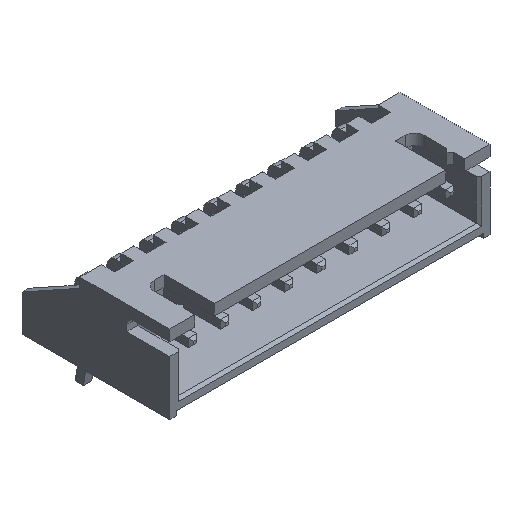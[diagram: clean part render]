
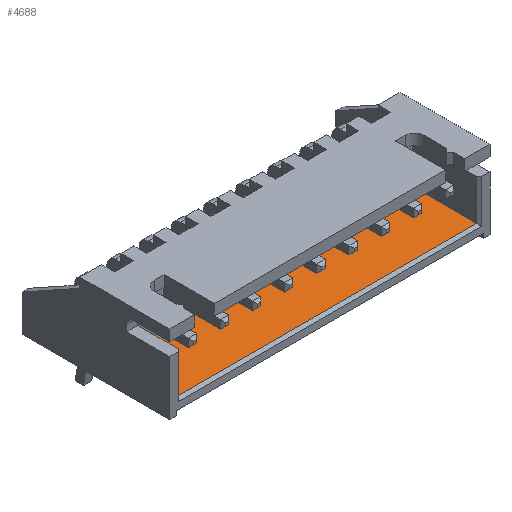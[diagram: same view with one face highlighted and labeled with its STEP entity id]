
A CAD part, isometric view. The second image highlights one B-rep face of the part: STEP entity #4688.
In plain terms, the highlighted planar face has unit normal (0, 0, 1).
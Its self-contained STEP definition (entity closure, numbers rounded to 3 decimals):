
#127 = PLANE('',#128);
#128 = AXIS2_PLACEMENT_3D('',#129,#130,#131);
#129 = CARTESIAN_POINT('',(21.6,-9.2,1.1));
#130 = DIRECTION('',(1.,0.,0.));
#131 = DIRECTION('',(0.,0.,1.));
#206 = PLANE('',#207);
#207 = AXIS2_PLACEMENT_3D('',#208,#209,#210);
#208 = CARTESIAN_POINT('',(-1.6,-9.1,1.));
#209 = DIRECTION('',(0.,-0.707,0.707
));
#210 = DIRECTION('',(1.,0.,0.));
#514 = VERTEX_POINT('',#515);
#515 = CARTESIAN_POINT('',(21.6,-9.,1.1));
#811 = EDGE_CURVE('',#514,#812,#814,.T.);
#812 = VERTEX_POINT('',#813);
#813 = CARTESIAN_POINT('',(21.6,-4.05,1.1));
#814 = SURFACE_CURVE('',#815,(#819,#826),.PCURVE_S1.);
#815 = LINE('',#816,#817);
#816 = CARTESIAN_POINT('',(21.6,-9.2,1.1));
#817 = VECTOR('',#818,1.);
#818 = DIRECTION('',(0.,1.,0.));
#819 = PCURVE('',#127,#820);
#820 = DEFINITIONAL_REPRESENTATION('',(#821),#825);
#821 = LINE('',#822,#823);
#822 = CARTESIAN_POINT('',(0.,0.));
#823 = VECTOR('',#824,1.);
#824 = DIRECTION('',(0.,-1.));
#825 = ( GEOMETRIC_REPRESENTATION_CONTEXT(2)
PARAMETRIC_REPRESENTATION_CONTEXT() REPRESENTATION_CONTEXT('2D SPACE',''
) );
#826 = PCURVE('',#827,#832);
#827 = PLANE('',#828);
#828 = AXIS2_PLACEMENT_3D('',#829,#830,#831);
#829 = CARTESIAN_POINT('',(-1.6,-9.2,1.1));
#830 = DIRECTION('',(0.,0.,-1.));
#831 = DIRECTION('',(1.,0.,0.));
#832 = DEFINITIONAL_REPRESENTATION('',(#833),#837);
#833 = LINE('',#834,#835);
#834 = CARTESIAN_POINT('',(23.2,0.));
#835 = VECTOR('',#836,1.);
#836 = DIRECTION('',(0.,-1.));
#837 = ( GEOMETRIC_REPRESENTATION_CONTEXT(2)
PARAMETRIC_REPRESENTATION_CONTEXT() REPRESENTATION_CONTEXT('2D SPACE',''
) );
#855 = PLANE('',#856);
#856 = AXIS2_PLACEMENT_3D('',#857,#858,#859);
#857 = CARTESIAN_POINT('',(21.6,-4.05,5.25));
#858 = DIRECTION('',(0.,1.,0.));
#859 = DIRECTION('',(1.,0.,0.));
#964 = VERTEX_POINT('',#965);
#965 = CARTESIAN_POINT('',(-1.6,-9.,1.1));
#988 = EDGE_CURVE('',#964,#514,#989,.T.);
#989 = SURFACE_CURVE('',#990,(#994,#1001),.PCURVE_S1.);
#990 = LINE('',#991,#992);
#991 = CARTESIAN_POINT('',(-1.6,-9.,1.1));
#992 = VECTOR('',#993,1.);
#993 = DIRECTION('',(1.,0.,0.));
#994 = PCURVE('',#206,#995);
#995 = DEFINITIONAL_REPRESENTATION('',(#996),#1000);
#996 = LINE('',#997,#998);
#997 = CARTESIAN_POINT('',(0.,0.141));
#998 = VECTOR('',#999,1.);
#999 = DIRECTION('',(1.,0.));
#1000 = ( GEOMETRIC_REPRESENTATION_CONTEXT(2)
PARAMETRIC_REPRESENTATION_CONTEXT() REPRESENTATION_CONTEXT('2D SPACE',''
) );
#1001 = PCURVE('',#827,#1002);
#1002 = DEFINITIONAL_REPRESENTATION('',(#1003),#1007);
#1003 = LINE('',#1004,#1005);
#1004 = CARTESIAN_POINT('',(0.,-0.2));
#1005 = VECTOR('',#1006,1.);
#1006 = DIRECTION('',(1.,0.));
#1007 = ( GEOMETRIC_REPRESENTATION_CONTEXT(2)
PARAMETRIC_REPRESENTATION_CONTEXT() REPRESENTATION_CONTEXT('2D SPACE',''
) );
#1051 = PLANE('',#1052);
#1052 = AXIS2_PLACEMENT_3D('',#1053,#1054,#1055);
#1053 = CARTESIAN_POINT('',(-1.6,-9.2,5.25));
#1054 = DIRECTION('',(-1.,0.,0.));
#1055 = DIRECTION('',(0.,0.,-1.));
#4688 = ADVANCED_FACE('',(#4689),#827,.F.);
#4689 = FACE_BOUND('',#4690,.F.);
#4690 = EDGE_LOOP('',(#4691,#4714,#4735,#4736));
#4691 = ORIENTED_EDGE('',*,*,#4692,.T.);
#4692 = EDGE_CURVE('',#964,#4693,#4695,.T.);
#4693 = VERTEX_POINT('',#4694);
#4694 = CARTESIAN_POINT('',(-1.6,-4.05,1.1));
#4695 = SURFACE_CURVE('',#4696,(#4700,#4707),.PCURVE_S1.);
#4696 = LINE('',#4697,#4698);
#4697 = CARTESIAN_POINT('',(-1.6,-9.2,1.1));
#4698 = VECTOR('',#4699,1.);
#4699 = DIRECTION('',(0.,1.,0.));
#4700 = PCURVE('',#827,#4701);
#4701 = DEFINITIONAL_REPRESENTATION('',(#4702),#4706);
#4702 = LINE('',#4703,#4704);
#4703 = CARTESIAN_POINT('',(0.,0.));
#4704 = VECTOR('',#4705,1.);
#4705 = DIRECTION('',(0.,-1.));
#4706 = ( GEOMETRIC_REPRESENTATION_CONTEXT(2)
PARAMETRIC_REPRESENTATION_CONTEXT() REPRESENTATION_CONTEXT('2D SPACE',''
) );
#4707 = PCURVE('',#1051,#4708);
#4708 = DEFINITIONAL_REPRESENTATION('',(#4709),#4713);
#4709 = LINE('',#4710,#4711);
#4710 = CARTESIAN_POINT('',(4.15,0.));
#4711 = VECTOR('',#4712,1.);
#4712 = DIRECTION('',(0.,-1.));
#4713 = ( GEOMETRIC_REPRESENTATION_CONTEXT(2)
PARAMETRIC_REPRESENTATION_CONTEXT() REPRESENTATION_CONTEXT('2D SPACE',''
) );
#4714 = ORIENTED_EDGE('',*,*,#4715,.T.);
#4715 = EDGE_CURVE('',#4693,#812,#4716,.T.);
#4716 = SURFACE_CURVE('',#4717,(#4721,#4728),.PCURVE_S1.);
#4717 = LINE('',#4718,#4719);
#4718 = CARTESIAN_POINT('',(-1.6,-4.05,1.1));
#4719 = VECTOR('',#4720,1.);
#4720 = DIRECTION('',(1.,0.,0.));
#4721 = PCURVE('',#827,#4722);
#4722 = DEFINITIONAL_REPRESENTATION('',(#4723),#4727);
#4723 = LINE('',#4724,#4725);
#4724 = CARTESIAN_POINT('',(0.,-5.15));
#4725 = VECTOR('',#4726,1.);
#4726 = DIRECTION('',(1.,0.));
#4727 = ( GEOMETRIC_REPRESENTATION_CONTEXT(2)
PARAMETRIC_REPRESENTATION_CONTEXT() REPRESENTATION_CONTEXT('2D SPACE',''
) );
#4728 = PCURVE('',#855,#4729);
#4729 = DEFINITIONAL_REPRESENTATION('',(#4730),#4734);
#4730 = LINE('',#4731,#4732);
#4731 = CARTESIAN_POINT('',(-23.2,4.15));
#4732 = VECTOR('',#4733,1.);
#4733 = DIRECTION('',(1.,0.));
#4734 = ( GEOMETRIC_REPRESENTATION_CONTEXT(2)
PARAMETRIC_REPRESENTATION_CONTEXT() REPRESENTATION_CONTEXT('2D SPACE',''
) );
#4735 = ORIENTED_EDGE('',*,*,#811,.F.);
#4736 = ORIENTED_EDGE('',*,*,#988,.F.);
